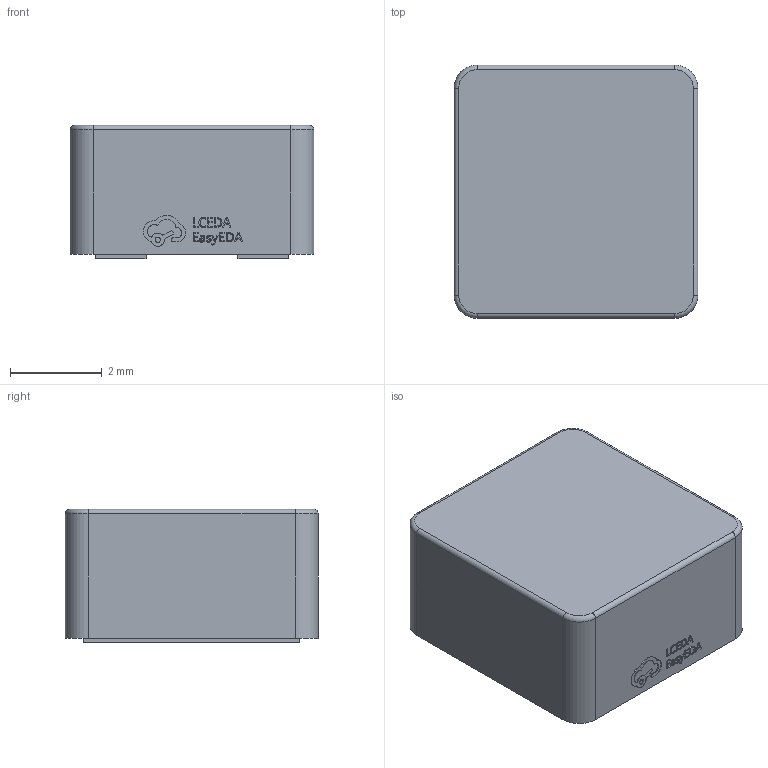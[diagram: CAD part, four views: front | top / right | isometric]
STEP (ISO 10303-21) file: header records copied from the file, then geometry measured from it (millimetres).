
FILE_DESCRIPTION(('CAx-IF Rec.Pracs.---Model Styling and Organization---1.5---2016-08-15','CAx-IF Rec.Pracs.---Geometric and Assembly Validation Properties---4.4---2016-08-17','CAx-IF Rec.Pracs.---User Defined Attributes---1.5---2016-08-15','CAx-IF Rec.Pracs.---External References---2.1---2005-01-19'),'2;1');
FILE_NAME('Inductor 5553.stp','2025-06-11T22:28:47',('Unspecified'),('Unspecified'),'CAD Exchanger 3.11.0 (cadexchanger.com)','Unspecified','');
FILE_SCHEMA(('AUTOMOTIVE_DESIGN { 1 0 10303 214 1 1 1 1 }'));
Length unit declared in the file: millimetre
Products named in the file (4): PCBModel; B1hC-L2; IND-SMD_L5.5-W5.3_SLO0530T; SOLID
Assembly tree (3 placements, depth 4):
  PCBModel
    B1hC-L2
      IND-SMD_L5.5-W5.3_SLO0530T
        SOLID
Bounding box: 5.3 x 5.51 x 2.9 mm (x, y, z)
Volume: 82 mm3; surface area: 117.5 mm2
Topology: 1 solids, 1 shells, 252 faces, 679 edges, 450 vertices
Faces by surface type: plane 142, bspline 98, cylinder 8, torus 4
Entity records: 10196 total; most frequent: CARTESIAN_POINT 2689, ORIENTED_EDGE 1358, DIRECTION 811, EDGE_CURVE 679, LINE 459, VECTOR 459, VERTEX_POINT 450, FACE_BOUND 273
